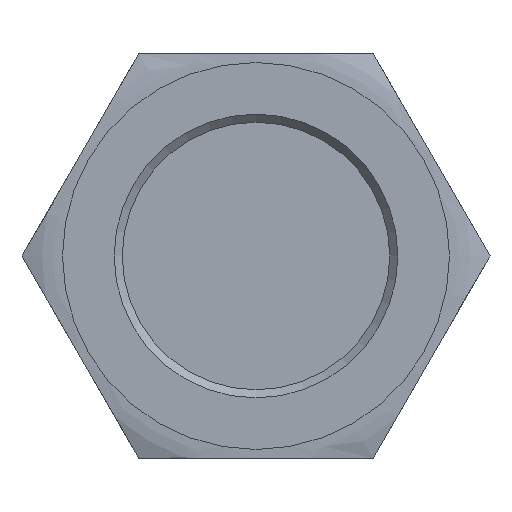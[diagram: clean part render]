
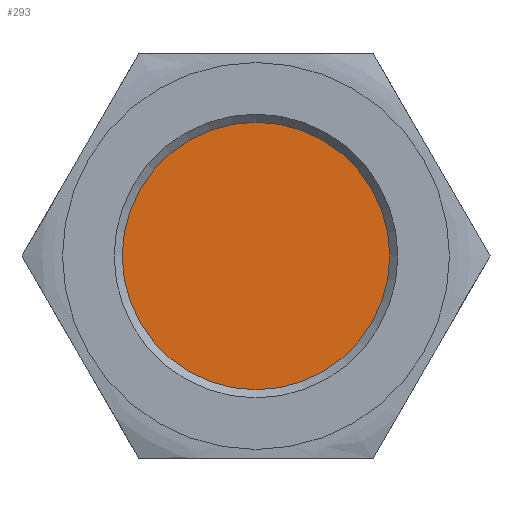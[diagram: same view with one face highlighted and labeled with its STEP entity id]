
A CAD part, front view. The second image highlights one B-rep face of the part: STEP entity #293.
In plain terms, the highlighted planar face has unit normal (0, -1, 0).
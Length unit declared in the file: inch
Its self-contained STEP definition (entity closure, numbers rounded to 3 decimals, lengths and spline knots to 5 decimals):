
#49=PLANE('',#344);
#64=FACE_OUTER_BOUND('',#82,.T.);
#82=EDGE_LOOP('',(#268,#269));
#112=CIRCLE('',#339,0.0825);
#113=CIRCLE('',#340,0.0825);
#143=VERTEX_POINT('',#563);
#144=VERTEX_POINT('',#564);
#183=EDGE_CURVE('',#143,#144,#112,.T.);
#185=EDGE_CURVE('',#144,#143,#113,.T.);
#268=ORIENTED_EDGE('',*,*,#183,.F.);
#269=ORIENTED_EDGE('',*,*,#185,.F.);
#293=ADVANCED_FACE('',(#64),#49,.T.);
#339=AXIS2_PLACEMENT_3D('',#565,#404,#405);
#340=AXIS2_PLACEMENT_3D('',#567,#407,#408);
#344=AXIS2_PLACEMENT_3D('',#574,#416,#417);
#404=DIRECTION('center_axis',(0.,1.,0.));
#405=DIRECTION('ref_axis',(0.,0.,1.));
#407=DIRECTION('center_axis',(0.,1.,0.));
#408=DIRECTION('ref_axis',(0.,0.,1.));
#416=DIRECTION('center_axis',(0.,-1.,0.));
#417=DIRECTION('ref_axis',(0.,0.,-1.));
#563=CARTESIAN_POINT('',(0.,-2.5,-0.0825));
#564=CARTESIAN_POINT('',(0.,-2.5,0.0825));
#565=CARTESIAN_POINT('Origin',(0.,-2.5,0.));
#567=CARTESIAN_POINT('Origin',(0.,-2.5,0.));
#574=CARTESIAN_POINT('Origin',(0.,-2.5,0.));
